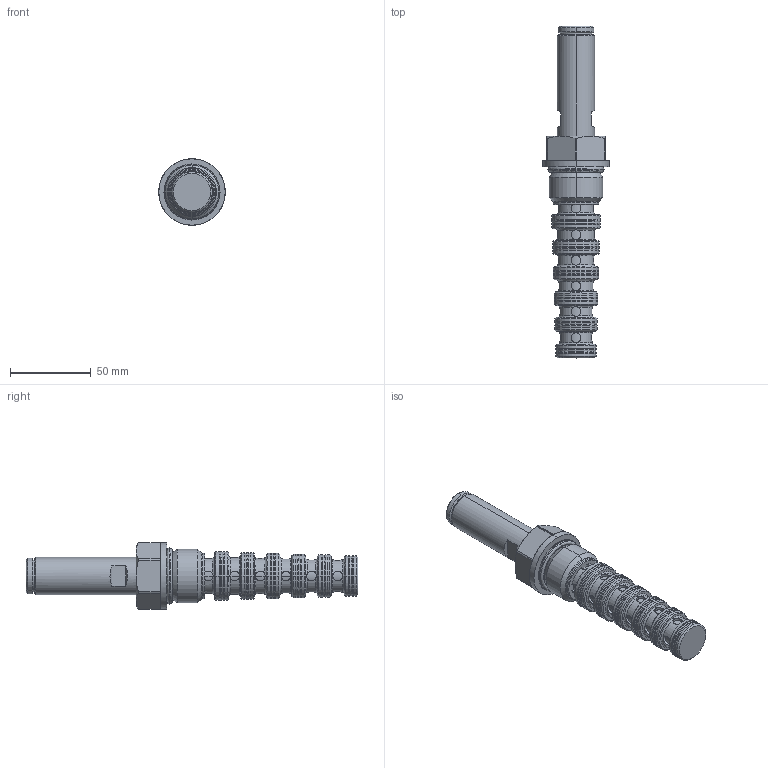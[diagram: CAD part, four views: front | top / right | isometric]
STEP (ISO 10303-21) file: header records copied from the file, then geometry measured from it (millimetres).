
FILE_DESCRIPTION (( 'STEP AP214' ), '1' );
FILE_NAME ('362.T12_defeature2.STEP', '2017-02-02T15:01:57', ( 'user' ), ( '' ), 'SwSTEP 2.0', 'SolidWorks 2016', '' );
FILE_SCHEMA (( 'AUTOMOTIVE_DESIGN' ));
Length unit declared in the file: millimetre
Products named in the file (1): 362.T12_defeature2
Bounding box: 41 x 205 x 41 mm (x, y, z)
Volume: 113746.3 mm3; surface area: 23524.2 mm2
Topology: 2 solids, 2 shells, 325 faces, 797 edges, 508 vertices
Faces by surface type: cylinder 150, cone 93, plane 46, bspline 36
Entity records: 14786 total; most frequent: CARTESIAN_POINT 7378, ORIENTED_EDGE 1594, DIRECTION 1467, EDGE_CURVE 797, AXIS2_PLACEMENT_3D 623, VERTEX_POINT 508, EDGE_LOOP 359, CIRCLE 333
